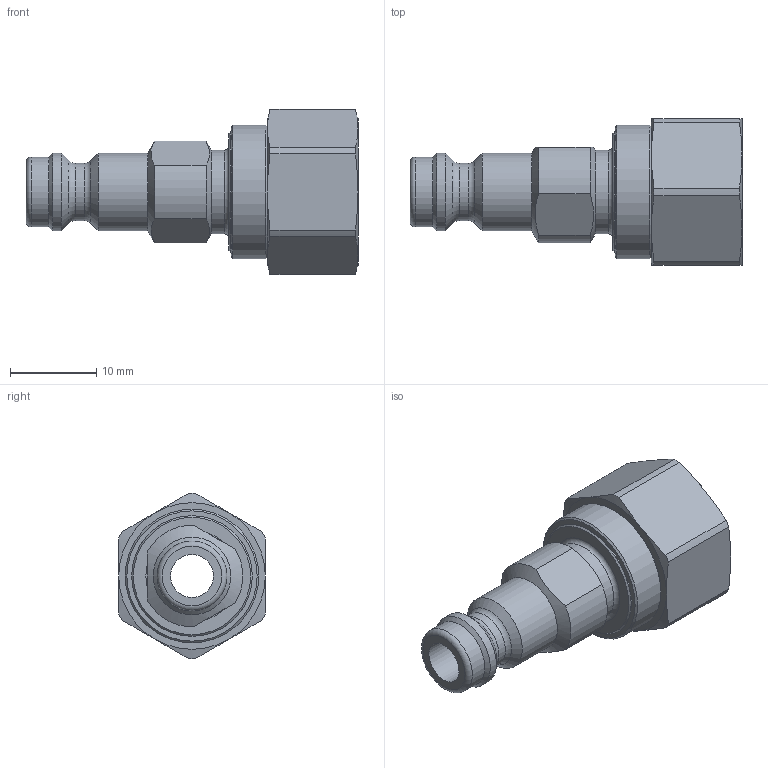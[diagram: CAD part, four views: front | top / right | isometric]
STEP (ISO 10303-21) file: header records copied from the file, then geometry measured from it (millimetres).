
FILE_DESCRIPTION((''),'2;1');
FILE_NAME('21sfiw10mxn3.stp','2016-01-21T10:16:59',('IA176480'),(''),'Autodesk Inventor 2013','Autodesk Inventor 2013','');
FILE_SCHEMA(('AUTOMOTIVE_DESIGN { 1 0 10303 214 1 1 1 1 }'));
Length unit declared in the file: millimetre
Products named in the file (3): D114846; D114845; D103012
Assembly tree (2 placements, depth 2):
  D114846
    D114845
    D103012
Bounding box: 38.5 x 17 x 19.15 mm (x, y, z)
Volume: 4092 mm3; surface area: 3092.6 mm2
Topology: 2 solids, 2 shells, 62 faces, 135 edges, 80 vertices
Faces by surface type: cone 22, cylinder 20, plane 16, torus 4
Full cylindrical faces by diameter (mm): 4.95 x1, 6.65 x1, 8.1 x1, 8.566 x1, 9 x2, 9.7 x1, 13.85 x1, 14 x1, 14.05 x1, 15.5 x1
Entity records: 1603 total; most frequent: CARTESIAN_POINT 313, DIRECTION 272, ORIENTED_EDGE 216, AXIS2_PLACEMENT_3D 127, EDGE_CURVE 108, EDGE_LOOP 94, VERTEX_POINT 78, FACE_OUTER_BOUND 62
